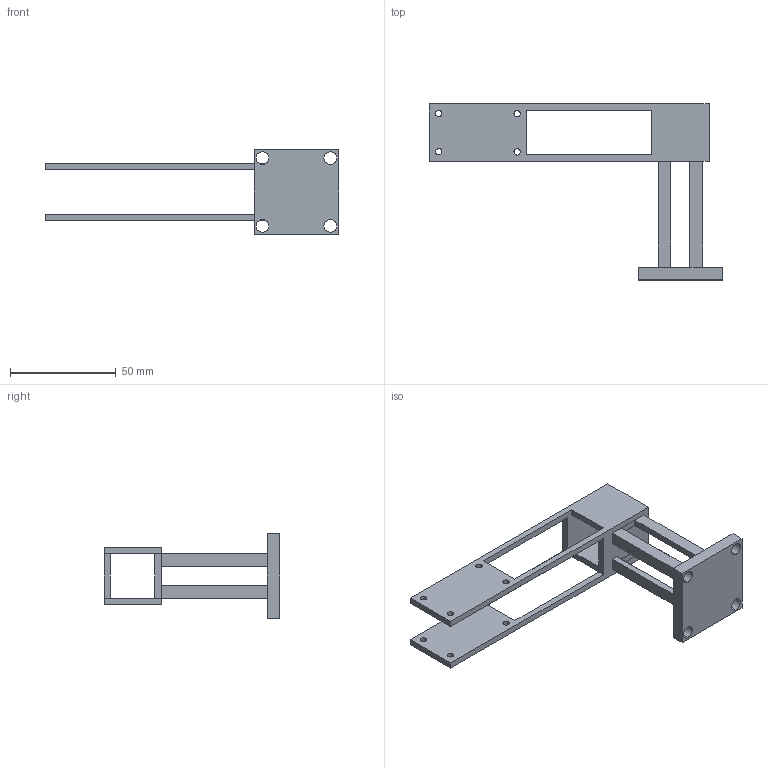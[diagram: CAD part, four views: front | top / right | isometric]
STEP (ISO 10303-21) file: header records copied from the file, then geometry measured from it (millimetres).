
FILE_DESCRIPTION (( 'STEP AP203' ), '1' );
FILE_NAME ('支架（for new platform）.STEP', '2025-06-01T19:53:06', ( '' ), ( '' ), 'SwSTEP 2.0', 'SolidWorks 2018', '' );
FILE_SCHEMA (( 'CONFIG_CONTROL_DESIGN' ));
Length unit declared in the file: millimetre
Products named in the file (1): 支架（for new platform）
Bounding box: 138.5 x 83 x 40 mm (x, y, z)
Volume: 31972.6 mm3; surface area: 23669.9 mm2
Topology: 1 solids, 1 shells, 75 faces, 238 edges, 158 vertices
Faces by surface type: plane 51, cylinder 24
Entity records: 2773 total; most frequent: ORIENTED_EDGE 476, CARTESIAN_POINT 472, DIRECTION 438, EDGE_CURVE 238, LINE 190, VECTOR 190, VERTEX_POINT 158, AXIS2_PLACEMENT_3D 124
